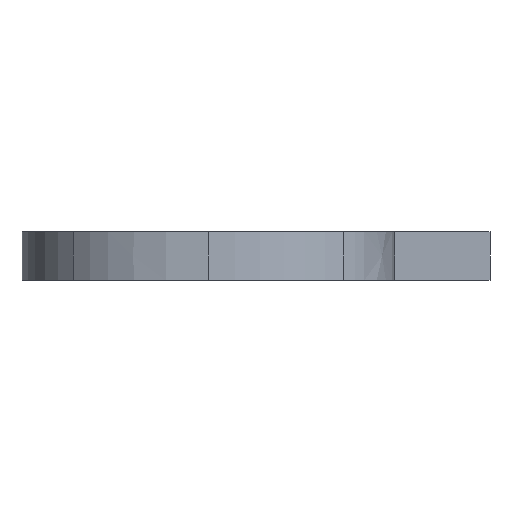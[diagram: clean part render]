
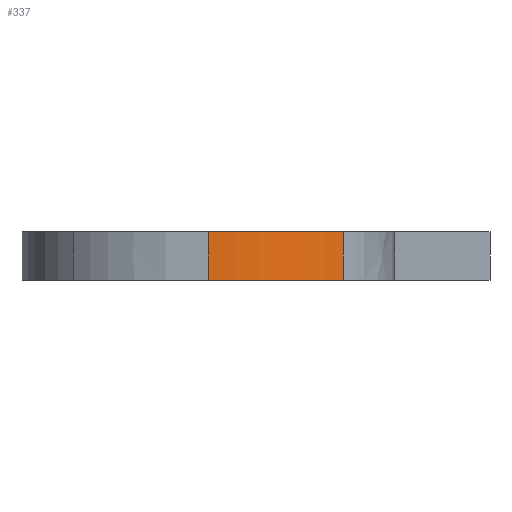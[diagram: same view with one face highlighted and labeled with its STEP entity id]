
A CAD part, left-side view. The second image highlights one B-rep face of the part: STEP entity #337.
In plain terms, the highlighted face is a extrusion surface.
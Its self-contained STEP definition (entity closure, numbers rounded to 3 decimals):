
#114 = PLANE('',#115);
#115 = AXIS2_PLACEMENT_3D('',#116,#117,#118);
#116 = CARTESIAN_POINT('',(-19.84,-2.5,1.));
#117 = DIRECTION('',(0.,0.,1.));
#118 = DIRECTION('',(1.,0.,0.));
#170 = PLANE('',#171);
#171 = AXIS2_PLACEMENT_3D('',#172,#173,#174);
#172 = CARTESIAN_POINT('',(-19.84,-2.5,0.));
#173 = DIRECTION('',(0.,0.,1.));
#174 = DIRECTION('',(1.,0.,0.));
#225 = SURFACE_OF_LINEAR_EXTRUSION('',#226,#230);
#226 = B_SPLINE_CURVE_WITH_KNOTS('',2,(#227,#228,#229),.UNSPECIFIED.,.F.
  ,.F.,(3,3),(0.,1.),.PIECEWISE_BEZIER_KNOTS.);
#227 = CARTESIAN_POINT('',(-15.92,-2.73,0.));
#228 = CARTESIAN_POINT('',(-17.5,-2.73,0.));
#229 = CARTESIAN_POINT('',(-18.47,-1.675,0.));
#230 = VECTOR('',#231,1.);
#231 = DIRECTION('',(-0.,-0.,-1.));
#265 = VERTEX_POINT('',#266);
#266 = CARTESIAN_POINT('',(-18.47,-1.675,1.));
#287 = EDGE_CURVE('',#288,#265,#290,.T.);
#288 = VERTEX_POINT('',#289);
#289 = CARTESIAN_POINT('',(-18.47,-1.675,0.));
#290 = SURFACE_CURVE('',#291,(#295,#302),.PCURVE_S1.);
#291 = LINE('',#292,#293);
#292 = CARTESIAN_POINT('',(-18.47,-1.675,0.));
#293 = VECTOR('',#294,1.);
#294 = DIRECTION('',(0.,0.,1.));
#295 = PCURVE('',#225,#296);
#296 = DEFINITIONAL_REPRESENTATION('',(#297),#301);
#297 = LINE('',#298,#299);
#298 = CARTESIAN_POINT('',(1.,0.));
#299 = VECTOR('',#300,1.);
#300 = DIRECTION('',(0.,-1.));
#301 = ( GEOMETRIC_REPRESENTATION_CONTEXT(2) 
PARAMETRIC_REPRESENTATION_CONTEXT() REPRESENTATION_CONTEXT('2D SPACE',''
  ) );
#302 = PCURVE('',#303,#310);
#303 = SURFACE_OF_LINEAR_EXTRUSION('',#304,#308);
#304 = B_SPLINE_CURVE_WITH_KNOTS('',2,(#305,#306,#307),.UNSPECIFIED.,.F.
  ,.F.,(3,3),(0.,1.),.PIECEWISE_BEZIER_KNOTS.);
#305 = CARTESIAN_POINT('',(-18.47,-1.675,0.));
#306 = CARTESIAN_POINT('',(-19.44,-0.62,0.));
#307 = CARTESIAN_POINT('',(-19.44,1.09,0.));
#308 = VECTOR('',#309,1.);
#309 = DIRECTION('',(-0.,-0.,-1.));
#310 = DEFINITIONAL_REPRESENTATION('',(#311),#315);
#311 = LINE('',#312,#313);
#312 = CARTESIAN_POINT('',(0.,0.));
#313 = VECTOR('',#314,1.);
#314 = DIRECTION('',(0.,-1.));
#315 = ( GEOMETRIC_REPRESENTATION_CONTEXT(2) 
PARAMETRIC_REPRESENTATION_CONTEXT() REPRESENTATION_CONTEXT('2D SPACE',''
  ) );
#337 = ADVANCED_FACE('',(#338),#303,.T.);
#338 = FACE_BOUND('',#339,.T.);
#339 = EDGE_LOOP('',(#340,#341,#364,#394));
#340 = ORIENTED_EDGE('',*,*,#287,.T.);
#341 = ORIENTED_EDGE('',*,*,#342,.T.);
#342 = EDGE_CURVE('',#265,#343,#345,.T.);
#343 = VERTEX_POINT('',#344);
#344 = CARTESIAN_POINT('',(-19.44,1.09,1.));
#345 = SURFACE_CURVE('',#346,(#350,#357),.PCURVE_S1.);
#346 = B_SPLINE_CURVE_WITH_KNOTS('',2,(#347,#348,#349),.UNSPECIFIED.,.F.
  ,.F.,(3,3),(0.,1.),.PIECEWISE_BEZIER_KNOTS.);
#347 = CARTESIAN_POINT('',(-18.47,-1.675,1.));
#348 = CARTESIAN_POINT('',(-19.44,-0.62,1.));
#349 = CARTESIAN_POINT('',(-19.44,1.09,1.));
#350 = PCURVE('',#303,#351);
#351 = DEFINITIONAL_REPRESENTATION('',(#352),#356);
#352 = LINE('',#353,#354);
#353 = CARTESIAN_POINT('',(0.,-1.));
#354 = VECTOR('',#355,1.);
#355 = DIRECTION('',(1.,0.));
#356 = ( GEOMETRIC_REPRESENTATION_CONTEXT(2) 
PARAMETRIC_REPRESENTATION_CONTEXT() REPRESENTATION_CONTEXT('2D SPACE',''
  ) );
#357 = PCURVE('',#114,#358);
#358 = DEFINITIONAL_REPRESENTATION('',(#359),#363);
#359 = B_SPLINE_CURVE_WITH_KNOTS('',2,(#360,#361,#362),.UNSPECIFIED.,.F.
  ,.F.,(3,3),(0.,1.),.PIECEWISE_BEZIER_KNOTS.);
#360 = CARTESIAN_POINT('',(1.37,0.825));
#361 = CARTESIAN_POINT('',(0.4,1.88));
#362 = CARTESIAN_POINT('',(0.4,3.59));
#363 = ( GEOMETRIC_REPRESENTATION_CONTEXT(2) 
PARAMETRIC_REPRESENTATION_CONTEXT() REPRESENTATION_CONTEXT('2D SPACE',''
  ) );
#364 = ORIENTED_EDGE('',*,*,#365,.F.);
#365 = EDGE_CURVE('',#366,#343,#368,.T.);
#366 = VERTEX_POINT('',#367);
#367 = CARTESIAN_POINT('',(-19.44,1.09,0.));
#368 = SURFACE_CURVE('',#369,(#373,#380),.PCURVE_S1.);
#369 = LINE('',#370,#371);
#370 = CARTESIAN_POINT('',(-19.44,1.09,0.));
#371 = VECTOR('',#372,1.);
#372 = DIRECTION('',(0.,0.,1.));
#373 = PCURVE('',#303,#374);
#374 = DEFINITIONAL_REPRESENTATION('',(#375),#379);
#375 = LINE('',#376,#377);
#376 = CARTESIAN_POINT('',(1.,0.));
#377 = VECTOR('',#378,1.);
#378 = DIRECTION('',(0.,-1.));
#379 = ( GEOMETRIC_REPRESENTATION_CONTEXT(2) 
PARAMETRIC_REPRESENTATION_CONTEXT() REPRESENTATION_CONTEXT('2D SPACE',''
  ) );
#380 = PCURVE('',#381,#388);
#381 = SURFACE_OF_LINEAR_EXTRUSION('',#382,#386);
#382 = B_SPLINE_CURVE_WITH_KNOTS('',2,(#383,#384,#385),.UNSPECIFIED.,.F.
  ,.F.,(3,3),(0.,1.),.PIECEWISE_BEZIER_KNOTS.);
#383 = CARTESIAN_POINT('',(-19.44,1.09,0.));
#384 = CARTESIAN_POINT('',(-19.44,2.8,0.));
#385 = CARTESIAN_POINT('',(-18.47,3.855,0.));
#386 = VECTOR('',#387,1.);
#387 = DIRECTION('',(-0.,-0.,-1.));
#388 = DEFINITIONAL_REPRESENTATION('',(#389),#393);
#389 = LINE('',#390,#391);
#390 = CARTESIAN_POINT('',(0.,0.));
#391 = VECTOR('',#392,1.);
#392 = DIRECTION('',(0.,-1.));
#393 = ( GEOMETRIC_REPRESENTATION_CONTEXT(2) 
PARAMETRIC_REPRESENTATION_CONTEXT() REPRESENTATION_CONTEXT('2D SPACE',''
  ) );
#394 = ORIENTED_EDGE('',*,*,#395,.F.);
#395 = EDGE_CURVE('',#288,#366,#396,.T.);
#396 = SURFACE_CURVE('',#397,(#401,#408),.PCURVE_S1.);
#397 = B_SPLINE_CURVE_WITH_KNOTS('',2,(#398,#399,#400),.UNSPECIFIED.,.F.
  ,.F.,(3,3),(0.,1.),.PIECEWISE_BEZIER_KNOTS.);
#398 = CARTESIAN_POINT('',(-18.47,-1.675,0.));
#399 = CARTESIAN_POINT('',(-19.44,-0.62,0.));
#400 = CARTESIAN_POINT('',(-19.44,1.09,0.));
#401 = PCURVE('',#303,#402);
#402 = DEFINITIONAL_REPRESENTATION('',(#403),#407);
#403 = LINE('',#404,#405);
#404 = CARTESIAN_POINT('',(0.,0.));
#405 = VECTOR('',#406,1.);
#406 = DIRECTION('',(1.,0.));
#407 = ( GEOMETRIC_REPRESENTATION_CONTEXT(2) 
PARAMETRIC_REPRESENTATION_CONTEXT() REPRESENTATION_CONTEXT('2D SPACE',''
  ) );
#408 = PCURVE('',#170,#409);
#409 = DEFINITIONAL_REPRESENTATION('',(#410),#414);
#410 = B_SPLINE_CURVE_WITH_KNOTS('',2,(#411,#412,#413),.UNSPECIFIED.,.F.
  ,.F.,(3,3),(0.,1.),.PIECEWISE_BEZIER_KNOTS.);
#411 = CARTESIAN_POINT('',(1.37,0.825));
#412 = CARTESIAN_POINT('',(0.4,1.88));
#413 = CARTESIAN_POINT('',(0.4,3.59));
#414 = ( GEOMETRIC_REPRESENTATION_CONTEXT(2) 
PARAMETRIC_REPRESENTATION_CONTEXT() REPRESENTATION_CONTEXT('2D SPACE',''
  ) );
